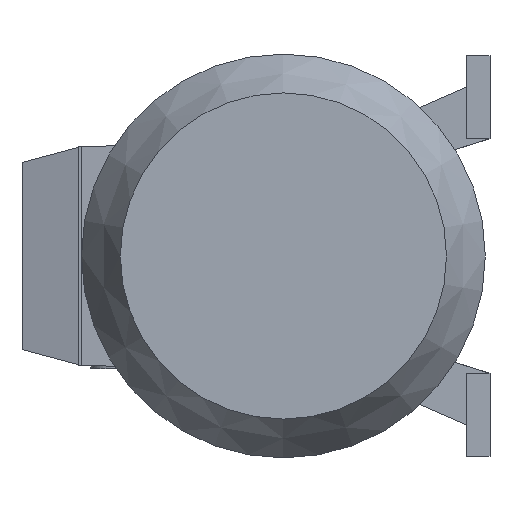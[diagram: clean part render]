
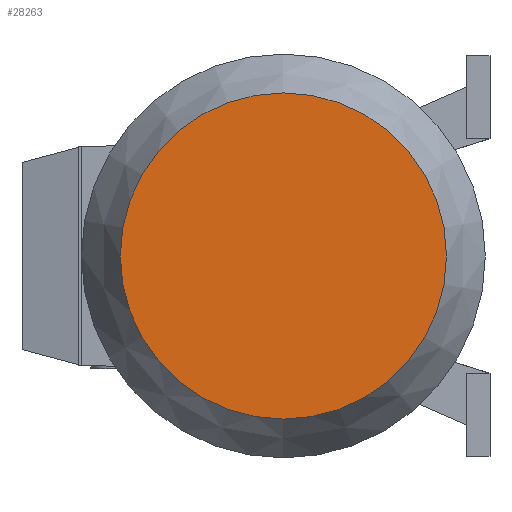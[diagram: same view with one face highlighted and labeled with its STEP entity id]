
A CAD part, left-side view. The second image highlights one B-rep face of the part: STEP entity #28263.
In plain terms, the highlighted planar face has unit normal (-1, 0, 0).
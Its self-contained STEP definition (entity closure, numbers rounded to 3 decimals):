
#1108=PLANE('',#30203);
#1843=FACE_OUTER_BOUND('',#3601,.T.);
#3601=EDGE_LOOP('',(#19736));
#5430=CIRCLE('',#30204,104.2);
#12365=VERTEX_POINT('',#39157);
#15249=EDGE_CURVE('',#12365,#12365,#5430,.T.);
#19736=ORIENTED_EDGE('',*,*,#15249,.F.);
#28263=ADVANCED_FACE('',(#1843),#1108,.T.);
#30203=AXIS2_PLACEMENT_3D('',#39156,#32122,#32123);
#30204=AXIS2_PLACEMENT_3D('',#39158,#32124,#32125);
#32122=DIRECTION('center_axis',(-1.,0.,0.));
#32123=DIRECTION('ref_axis',(0.,1.,0.));
#32124=DIRECTION('center_axis',(1.,0.,0.));
#32125=DIRECTION('ref_axis',(0.,0.,
-1.));
#39156=CARTESIAN_POINT('Origin',(-410.5,0.,-104.2));
#39157=CARTESIAN_POINT('',(-410.5,0.,-104.2));
#39158=CARTESIAN_POINT('Origin',(-410.5,0.,0.));
